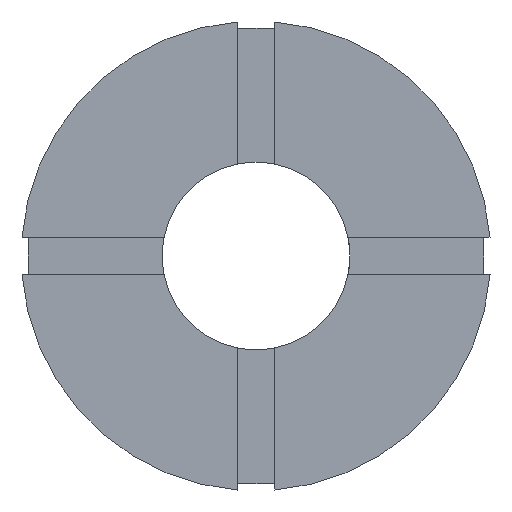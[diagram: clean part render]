
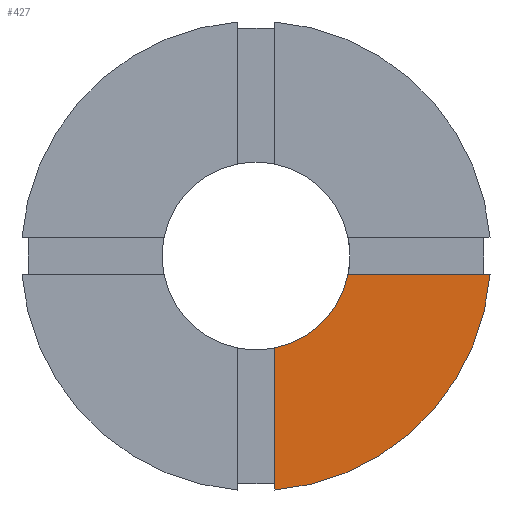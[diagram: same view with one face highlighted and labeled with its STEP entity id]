
A CAD part, front view. The second image highlights one B-rep face of the part: STEP entity #427.
In plain terms, the highlighted planar face has unit normal (0, -1, 0).
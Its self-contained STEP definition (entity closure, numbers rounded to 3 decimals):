
#31=FACE_OUTER_BOUND('',#54,.T.);
#54=EDGE_LOOP('',(#278,#279,#280,#281));
#78=LINE('',#643,#111);
#79=LINE('',#646,#112);
#111=VECTOR('',#516,10.);
#112=VECTOR('',#519,10.);
#144=CIRCLE('',#465,4.);
#145=CIRCLE('',#466,10.);
#168=VERTEX_POINT('',#639);
#169=VERTEX_POINT('',#640);
#170=VERTEX_POINT('',#642);
#171=VERTEX_POINT('',#644);
#212=EDGE_CURVE('',#168,#169,#144,.T.);
#213=EDGE_CURVE('',#170,#168,#78,.T.);
#214=EDGE_CURVE('',#171,#170,#145,.T.);
#215=EDGE_CURVE('',#169,#171,#79,.T.);
#278=ORIENTED_EDGE('',*,*,#212,.F.);
#279=ORIENTED_EDGE('',*,*,#213,.F.);
#280=ORIENTED_EDGE('',*,*,#214,.F.);
#281=ORIENTED_EDGE('',*,*,#215,.F.);
#410=PLANE('',#464);
#427=ADVANCED_FACE('',(#31),#410,.F.);
#464=AXIS2_PLACEMENT_3D('',#638,#512,#513);
#465=AXIS2_PLACEMENT_3D('',#641,#514,#515);
#466=AXIS2_PLACEMENT_3D('',#645,#517,#518);
#512=DIRECTION('center_axis',(0.,1.,0.));
#513=DIRECTION('ref_axis',(1.,0.,0.));
#514=DIRECTION('center_axis',(0.,-1.,0.));
#515=DIRECTION('ref_axis',(-1.,0.,0.));
#516=DIRECTION('',(0.,0.,1.));
#517=DIRECTION('center_axis',(0.,1.,0.));
#518=DIRECTION('ref_axis',(1.,0.,0.));
#519=DIRECTION('',(1.,0.,0.));
#638=CARTESIAN_POINT('Origin',(5.384,5.,-5.384));
#639=CARTESIAN_POINT('',(0.8,5.,-3.919));
#640=CARTESIAN_POINT('',(3.919,5.,-0.8));
#641=CARTESIAN_POINT('Origin',(0.,5.,0.));
#642=CARTESIAN_POINT('',(0.8,5.,-9.968));
#643=CARTESIAN_POINT('',(0.8,5.,-7.676));
#644=CARTESIAN_POINT('',(9.968,5.,-0.8));
#645=CARTESIAN_POINT('Origin',(0.,5.,0.));
#646=CARTESIAN_POINT('',(3.092,5.,-0.8));
